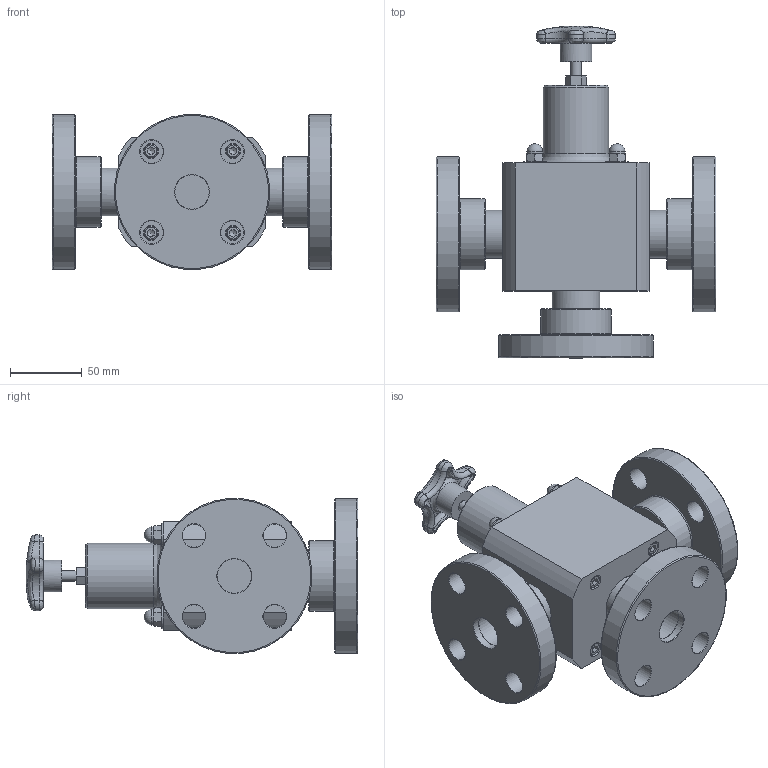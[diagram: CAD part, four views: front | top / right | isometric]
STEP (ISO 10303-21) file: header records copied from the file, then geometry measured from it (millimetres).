
FILE_DESCRIPTION((''),'2;1');
FILE_NAME('TVPF10-PVC-G_R0.stp','2017-07-25T09:18:29',('salesdesk5'),(''),'Autodesk Inventor 2009','Autodesk Inventor 2009','');
FILE_SCHEMA(('AUTOMOTIVE_DESIGN { 1 0 10303 214 1 1 1 1 }'));
Length unit declared in the file: inch
Products named in the file (1): TVPF10-PVC-G_R0
Bounding box: 194.56 x 230.62 x 107.54 mm (x, y, z)
Volume: 1224165 mm3; surface area: 184007.9 mm2
Topology: 1 solids, 6 shells, 450 faces, 1026 edges, 624 vertices
Faces by surface type: plane 167, bspline 108, cylinder 78, torus 54, cone 26, sphere 17
Full cylindrical faces by diameter (mm): 4.445 x4, 7.442 x1, 9.525 x4, 10.998 x4, 15.875 x4, 16.002 x12, 22.098 x1, 23.774 x3, 24.308 x3, 33.401 x3, 45.72 x1, 49.301 x3, 63.5 x1, 64.135 x1, 107.95 x3
Entity records: 16657 total; most frequent: CARTESIAN_POINT 7226, DIRECTION 1786, ORIENTED_EDGE 1770, EDGE_CURVE 885, AXIS2_PLACEMENT_3D 781, EDGE_LOOP 641, VERTEX_POINT 612, FACE_OUTER_BOUND 450
